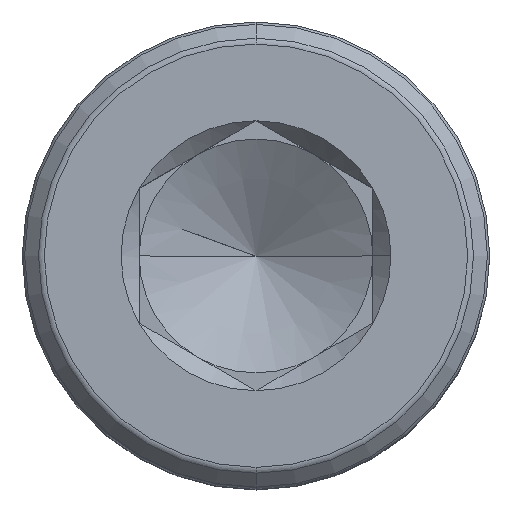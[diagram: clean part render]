
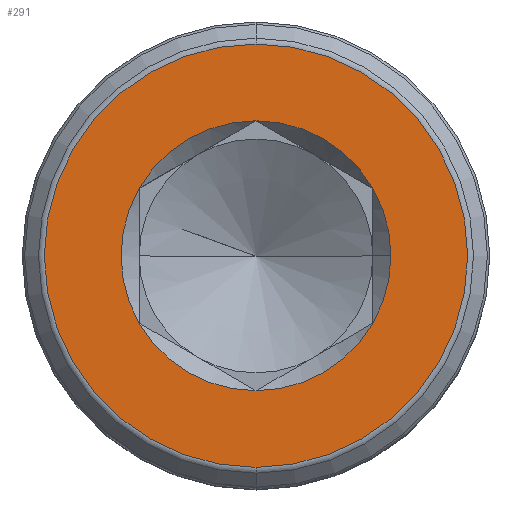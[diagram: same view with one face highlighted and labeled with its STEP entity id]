
A CAD part, top view. The second image highlights one B-rep face of the part: STEP entity #291.
In plain terms, the highlighted planar face has unit normal (0, 0, 1).
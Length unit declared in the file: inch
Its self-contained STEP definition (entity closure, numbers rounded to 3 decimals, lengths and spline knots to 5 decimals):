
#1 = DIRECTION ( 'NONE',  ( 1., 0., 0. ) ) ;
#31 = ORIENTED_EDGE ( 'NONE', *, *, #950, .F. ) ;
#32 = VERTEX_POINT ( 'NONE', #496 ) ;
#44 = AXIS2_PLACEMENT_3D ( 'NONE', #62, #747, #834 ) ;
#58 = AXIS2_PLACEMENT_3D ( 'NONE', #290, #1004, #146 ) ;
#62 = CARTESIAN_POINT ( 'NONE',  ( 0., 0.16978, 1.625 ) ) ;
#123 = CIRCLE ( 'NONE', #1082, 0.16978 ) ;
#126 = CARTESIAN_POINT ( 'NONE',  ( 0.09375, 0.05413, 1.625 ) ) ;
#127 = AXIS2_PLACEMENT_3D ( 'NONE', #1125, #942, #249 ) ;
#130 = CIRCLE ( 'NONE', #58, 0.10825 ) ;
#146 = DIRECTION ( 'NONE',  ( 1., 0., 0. ) ) ;
#164 = EDGE_CURVE ( 'NONE', #32, #403, #269, .T. ) ;
#166 = CIRCLE ( 'NONE', #600, 0.10825 ) ;
#179 = EDGE_LOOP ( 'NONE', ( #428, #804 ) ) ;
#228 = CARTESIAN_POINT ( 'NONE',  ( 0., 0.10825, 1.625 ) ) ;
#230 = VERTEX_POINT ( 'NONE', #373 ) ;
#237 = EDGE_CURVE ( 'NONE', #281, #32, #130, .T. ) ;
#244 = EDGE_CURVE ( 'NONE', #584, #230, #970, .T. ) ;
#249 = DIRECTION ( 'NONE',  ( 1., 0., 0. ) ) ;
#259 = DIRECTION ( 'NONE',  ( 1., 0., 0. ) ) ;
#269 = CIRCLE ( 'NONE', #459, 0.10825 ) ;
#281 = VERTEX_POINT ( 'NONE', #228 ) ;
#290 = CARTESIAN_POINT ( 'NONE',  ( 0., 0., 1.625 ) ) ;
#291 = ADVANCED_FACE ( 'NONE', ( #857, #586 ), #397, .F. ) ;
#306 = VERTEX_POINT ( 'NONE', #1020 ) ;
#318 = DIRECTION ( 'NONE',  ( 0., 0., 1. ) ) ;
#325 = CARTESIAN_POINT ( 'NONE',  ( 0., 0., 1.625 ) ) ;
#363 = CIRCLE ( 'NONE', #952, 0.16978 ) ;
#371 = CARTESIAN_POINT ( 'NONE',  ( 0., -0.16978, 1.625 ) ) ;
#373 = CARTESIAN_POINT ( 'NONE',  ( 0.09375, -0.05413, 1.625 ) ) ;
#397 = PLANE ( 'NONE',  #44 ) ;
#403 = VERTEX_POINT ( 'NONE', #502 ) ;
#404 = ORIENTED_EDGE ( 'NONE', *, *, #1031, .F. ) ;
#409 = EDGE_CURVE ( 'NONE', #230, #436, #1033, .T. ) ;
#419 = AXIS2_PLACEMENT_3D ( 'NONE', #964, #951, #1 ) ;
#428 = ORIENTED_EDGE ( 'NONE', *, *, #883, .T. ) ;
#432 = CARTESIAN_POINT ( 'NONE',  ( 0., 0., 1.625 ) ) ;
#434 = ORIENTED_EDGE ( 'NONE', *, *, #409, .F. ) ;
#436 = VERTEX_POINT ( 'NONE', #767 ) ;
#459 = AXIS2_PLACEMENT_3D ( 'NONE', #554, #651, #1087 ) ;
#472 = EDGE_CURVE ( 'NONE', #306, #670, #123, .T. ) ;
#481 = DIRECTION ( 'NONE',  ( 0., 0., 1. ) ) ;
#484 = DIRECTION ( 'NONE',  ( 0., 0., 1. ) ) ;
#496 = CARTESIAN_POINT ( 'NONE',  ( -0.09375, 0.05413, 1.625 ) ) ;
#502 = CARTESIAN_POINT ( 'NONE',  ( -0.09375, -0.05413, 1.625 ) ) ;
#508 = DIRECTION ( 'NONE',  ( 0., -1., 0. ) ) ;
#521 = AXIS2_PLACEMENT_3D ( 'NONE', #842, #481, #1093 ) ;
#526 = ORIENTED_EDGE ( 'NONE', *, *, #244, .F. ) ;
#554 = CARTESIAN_POINT ( 'NONE',  ( 0., 0., 1.625 ) ) ;
#578 = DIRECTION ( 'NONE',  ( 1., 0., 0. ) ) ;
#584 = VERTEX_POINT ( 'NONE', #1046 ) ;
#586 = FACE_OUTER_BOUND ( 'NONE', #179, .T. ) ;
#600 = AXIS2_PLACEMENT_3D ( 'NONE', #744, #484, #578 ) ;
#607 = DIRECTION ( 'NONE',  ( 0., 0., 1. ) ) ;
#628 = ORIENTED_EDGE ( 'NONE', *, *, #164, .F. ) ;
#651 = DIRECTION ( 'NONE',  ( 0., 0., 1. ) ) ;
#670 = VERTEX_POINT ( 'NONE', #371 ) ;
#736 = CIRCLE ( 'NONE', #889, 0.10825 ) ;
#744 = CARTESIAN_POINT ( 'NONE',  ( 0., 0., 1.625 ) ) ;
#747 = DIRECTION ( 'NONE',  ( 0., 0., -1. ) ) ;
#755 = VERTEX_POINT ( 'NONE', #126 ) ;
#767 = CARTESIAN_POINT ( 'NONE',  ( 0.10825, 0., 1.625 ) ) ;
#804 = ORIENTED_EDGE ( 'NONE', *, *, #472, .T. ) ;
#834 = DIRECTION ( 'NONE',  ( 0., 1., 0. ) ) ;
#840 = DIRECTION ( 'NONE',  ( 0., -1., 0. ) ) ;
#842 = CARTESIAN_POINT ( 'NONE',  ( 0., 0., 1.625 ) ) ;
#843 = CARTESIAN_POINT ( 'NONE',  ( 0., 0., 1.625 ) ) ;
#857 = FACE_BOUND ( 'NONE', #956, .T. ) ;
#871 = ORIENTED_EDGE ( 'NONE', *, *, #1051, .F. ) ;
#883 = EDGE_CURVE ( 'NONE', #670, #306, #363, .T. ) ;
#887 = ORIENTED_EDGE ( 'NONE', *, *, #237, .F. ) ;
#889 = AXIS2_PLACEMENT_3D ( 'NONE', #432, #607, #259 ) ;
#891 = CIRCLE ( 'NONE', #419, 0.10825 ) ;
#942 = DIRECTION ( 'NONE',  ( 0., 0., 1. ) ) ;
#950 = EDGE_CURVE ( 'NONE', #403, #584, #166, .T. ) ;
#951 = DIRECTION ( 'NONE',  ( 0., 0., 1. ) ) ;
#952 = AXIS2_PLACEMENT_3D ( 'NONE', #843, #318, #840 ) ;
#956 = EDGE_LOOP ( 'NONE', ( #887, #871, #404, #434, #526, #31, #628 ) ) ;
#964 = CARTESIAN_POINT ( 'NONE',  ( 0., 0., 1.625 ) ) ;
#970 = CIRCLE ( 'NONE', #521, 0.10825 ) ;
#1004 = DIRECTION ( 'NONE',  ( 0., 0., 1. ) ) ;
#1020 = CARTESIAN_POINT ( 'NONE',  ( 0., 0.16978, 1.625 ) ) ;
#1029 = DIRECTION ( 'NONE',  ( 0., 0., 1. ) ) ;
#1031 = EDGE_CURVE ( 'NONE', #436, #755, #891, .T. ) ;
#1033 = CIRCLE ( 'NONE', #127, 0.10825 ) ;
#1046 = CARTESIAN_POINT ( 'NONE',  ( 0., -0.10825, 1.625 ) ) ;
#1051 = EDGE_CURVE ( 'NONE', #755, #281, #736, .T. ) ;
#1082 = AXIS2_PLACEMENT_3D ( 'NONE', #325, #1029, #508 ) ;
#1087 = DIRECTION ( 'NONE',  ( 1., 0., 0. ) ) ;
#1093 = DIRECTION ( 'NONE',  ( 1., 0., 0. ) ) ;
#1125 = CARTESIAN_POINT ( 'NONE',  ( 0., 0., 1.625 ) ) ;
